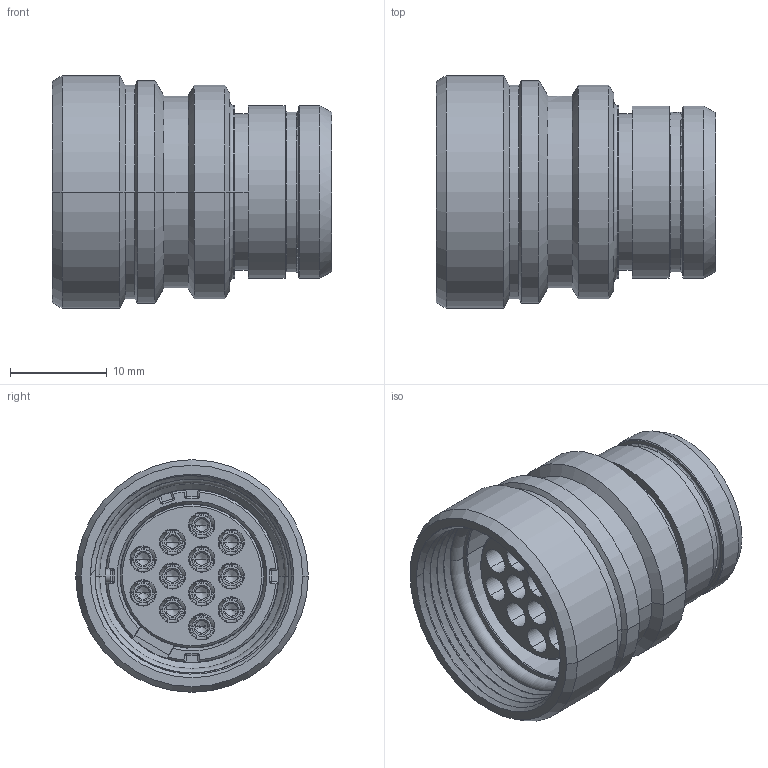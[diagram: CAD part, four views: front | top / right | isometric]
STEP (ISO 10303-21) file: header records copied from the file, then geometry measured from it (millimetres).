
FILE_DESCRIPTION((''),'2;1');
FILE_NAME('1332P212FS','2018-06-20T14:55:19',('cgregory'),('NET AG system integration'),'CREO PARAMETRIC BY PTC INC, 2017260','CREO PARAMETRIC BY PTC INC, 2017260','');
FILE_SCHEMA(('AUTOMOTIVE_DESIGN { 1 0 10303 214 1 1 1 1 }'));
Length unit declared in the file: millimetre
Products named in the file (1): 1332P212FS
Bounding box: 28.8 x 24 x 24 mm (x, y, z)
Volume: 6183.3 mm3; surface area: 10641.6 mm2
Topology: 1 solids, 1 shells, 1457 faces, 3781 edges, 2346 vertices
Faces by surface type: plane 694, cylinder 354, torus 163, cone 160, bspline 76, sphere 10
Entity records: 60238 total; most frequent: CARTESIAN_POINT 14112, ORIENTED_EDGE 7466, DIRECTION 7457, EDGE_CURVE 3733, AXIS2_PLACEMENT_3D 2785, VERTEX_POINT 2346, VECTOR 1884, LINE 1884
